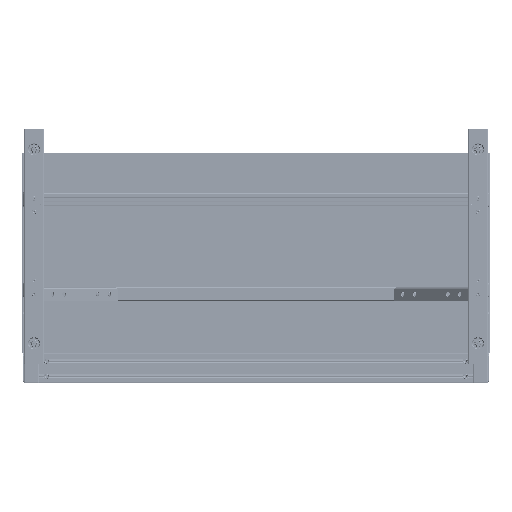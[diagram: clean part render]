
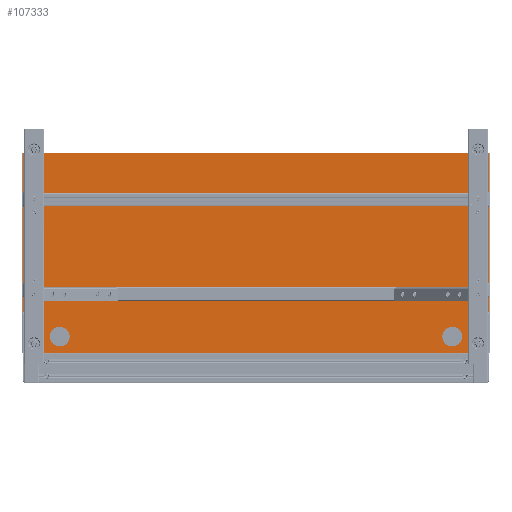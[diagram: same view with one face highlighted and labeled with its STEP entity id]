
A CAD part, front view. The second image highlights one B-rep face of the part: STEP entity #107333.
In plain terms, the highlighted face is planar.
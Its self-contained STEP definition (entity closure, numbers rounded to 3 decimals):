
#6109=FACE_BOUND('',#19381,.T.);
#6110=FACE_BOUND('',#19382,.T.);
#6111=FACE_BOUND('',#19383,.T.);
#6112=FACE_BOUND('',#19384,.T.);
#6113=FACE_BOUND('',#19385,.T.);
#6114=FACE_BOUND('',#19386,.T.);
#8206=PLANE('',#118397);
#13326=FACE_OUTER_BOUND('',#19380,.T.);
#19380=EDGE_LOOP('',(#93814,#93815,#93816,#93817));
#19381=EDGE_LOOP('',(#93818));
#19382=EDGE_LOOP('',(#93819));
#19383=EDGE_LOOP('',(#93820,#93821));
#19384=EDGE_LOOP('',(#93822,#93823));
#19385=EDGE_LOOP('',(#93824,#93825));
#19386=EDGE_LOOP('',(#93826,#93827));
#27625=LINE('',#204085,#36322);
#27627=LINE('',#204093,#36324);
#27629=LINE('',#204103,#36326);
#27631=LINE('',#204112,#36328);
#36322=VECTOR('',#144307,10.);
#36324=VECTOR('',#144315,10.);
#36326=VECTOR('',#144327,10.);
#36328=VECTOR('',#144339,10.);
#41886=CIRCLE('',#118367,29.5);
#41888=CIRCLE('',#118370,29.5);
#41903=CIRCLE('',#118398,3.85);
#41904=CIRCLE('',#118399,3.85);
#41905=CIRCLE('',#118400,3.85);
#41906=CIRCLE('',#118401,3.85);
#41907=CIRCLE('',#118402,3.85);
#41908=CIRCLE('',#118403,3.85);
#41909=CIRCLE('',#118404,3.85);
#41910=CIRCLE('',#118405,3.85);
#50966=VERTEX_POINT('',#204068);
#50968=VERTEX_POINT('',#204074);
#50969=VERTEX_POINT('',#204078);
#50972=VERTEX_POINT('',#204083);
#50973=VERTEX_POINT('',#204087);
#50976=VERTEX_POINT('',#204097);
#50986=VERTEX_POINT('',#204136);
#50987=VERTEX_POINT('',#204137);
#50988=VERTEX_POINT('',#204140);
#50989=VERTEX_POINT('',#204141);
#50990=VERTEX_POINT('',#204144);
#50991=VERTEX_POINT('',#204145);
#50992=VERTEX_POINT('',#204148);
#50993=VERTEX_POINT('',#204149);
#65638=EDGE_CURVE('',#50966,#50966,#41886,.T.);
#65641=EDGE_CURVE('',#50968,#50968,#41888,.T.);
#65645=EDGE_CURVE('',#50972,#50969,#27625,.T.);
#65649=EDGE_CURVE('',#50969,#50973,#27627,.T.);
#65654=EDGE_CURVE('',#50973,#50976,#27629,.T.);
#65659=EDGE_CURVE('',#50976,#50972,#27631,.T.);
#65671=EDGE_CURVE('',#50986,#50987,#41903,.T.);
#65672=EDGE_CURVE('',#50987,#50986,#41904,.T.);
#65673=EDGE_CURVE('',#50988,#50989,#41905,.T.);
#65674=EDGE_CURVE('',#50989,#50988,#41906,.T.);
#65675=EDGE_CURVE('',#50990,#50991,#41907,.T.);
#65676=EDGE_CURVE('',#50991,#50990,#41908,.T.);
#65677=EDGE_CURVE('',#50992,#50993,#41909,.T.);
#65678=EDGE_CURVE('',#50993,#50992,#41910,.T.);
#93814=ORIENTED_EDGE('',*,*,#65645,.F.);
#93815=ORIENTED_EDGE('',*,*,#65659,.F.);
#93816=ORIENTED_EDGE('',*,*,#65654,.F.);
#93817=ORIENTED_EDGE('',*,*,#65649,.F.);
#93818=ORIENTED_EDGE('',*,*,#65638,.T.);
#93819=ORIENTED_EDGE('',*,*,#65641,.T.);
#93820=ORIENTED_EDGE('',*,*,#65671,.T.);
#93821=ORIENTED_EDGE('',*,*,#65672,.T.);
#93822=ORIENTED_EDGE('',*,*,#65673,.T.);
#93823=ORIENTED_EDGE('',*,*,#65674,.T.);
#93824=ORIENTED_EDGE('',*,*,#65675,.T.);
#93825=ORIENTED_EDGE('',*,*,#65676,.T.);
#93826=ORIENTED_EDGE('',*,*,#65677,.T.);
#93827=ORIENTED_EDGE('',*,*,#65678,.T.);
#107333=ADVANCED_FACE('',(#13326,#6109,#6110,#6111,#6112,#6113,#6114),#8206,
 .T.);
#118367=AXIS2_PLACEMENT_3D('',#204070,#144291,#144292);
#118370=AXIS2_PLACEMENT_3D('',#204076,#144298,#144299);
#118397=AXIS2_PLACEMENT_3D('',#204135,#144367,#144368);
#118398=AXIS2_PLACEMENT_3D('',#204138,#144369,#144370);
#118399=AXIS2_PLACEMENT_3D('',#204139,#144371,#144372);
#118400=AXIS2_PLACEMENT_3D('',#204142,#144373,#144374);
#118401=AXIS2_PLACEMENT_3D('',#204143,#144375,#144376);
#118402=AXIS2_PLACEMENT_3D('',#204146,#144377,#144378);
#118403=AXIS2_PLACEMENT_3D('',#204147,#144379,#144380);
#118404=AXIS2_PLACEMENT_3D('',#204150,#144381,#144382);
#118405=AXIS2_PLACEMENT_3D('',#204151,#144383,#144384);
#144291=DIRECTION('center_axis',(0.,0.,-1.));
#144292=DIRECTION('ref_axis',(1.,0.,0.));
#144298=DIRECTION('center_axis',(0.,0.,-1.));
#144299=DIRECTION('ref_axis',(1.,0.,0.));
#144307=DIRECTION('',(0.,1.,0.));
#144315=DIRECTION('',(1.,0.,0.));
#144327=DIRECTION('',(0.,-1.,0.));
#144339=DIRECTION('',(-1.,0.,0.));
#144367=DIRECTION('center_axis',(0.,0.,1.));
#144368=DIRECTION('ref_axis',(1.,0.,0.));
#144369=DIRECTION('center_axis',(0.,0.,-1.));
#144370=DIRECTION('ref_axis',(1.,0.,0.));
#144371=DIRECTION('center_axis',(0.,0.,-1.));
#144372=DIRECTION('ref_axis',(1.,0.,0.));
#144373=DIRECTION('center_axis',(0.,0.,-1.));
#144374=DIRECTION('ref_axis',(1.,0.,0.));
#144375=DIRECTION('center_axis',(0.,0.,-1.));
#144376=DIRECTION('ref_axis',(1.,0.,0.));
#144377=DIRECTION('center_axis',(0.,0.,-1.));
#144378=DIRECTION('ref_axis',(1.,0.,0.));
#144379=DIRECTION('center_axis',(0.,0.,-1.));
#144380=DIRECTION('ref_axis',(1.,0.,0.));
#144381=DIRECTION('center_axis',(0.,0.,-1.));
#144382=DIRECTION('ref_axis',(1.,0.,0.));
#144383=DIRECTION('center_axis',(0.,0.,-1.));
#144384=DIRECTION('ref_axis',(1.,0.,0.));
#204068=CARTESIAN_POINT('',(-616.5,-250.,40.));
#204070=CARTESIAN_POINT('Origin',(-587.,-250.,40.));
#204074=CARTESIAN_POINT('',(557.5,-250.,40.));
#204076=CARTESIAN_POINT('Origin',(587.,-250.,40.));
#204078=CARTESIAN_POINT('',(-698.,298.,40.));
#204083=CARTESIAN_POINT('',(-698.,-298.,40.));
#204085=CARTESIAN_POINT('',(-698.,150.,40.));
#204087=CARTESIAN_POINT('',(698.,298.,40.));
#204093=CARTESIAN_POINT('',(350.,298.,40.));
#204097=CARTESIAN_POINT('',(698.,-298.,40.));
#204103=CARTESIAN_POINT('',(698.,-150.,40.));
#204112=CARTESIAN_POINT('',(-350.,-298.,40.));
#204135=CARTESIAN_POINT('Origin',(0.,0.,40.));
#204136=CARTESIAN_POINT('',(667.85,265.,40.));
#204137=CARTESIAN_POINT('',(660.15,265.,40.));
#204138=CARTESIAN_POINT('Origin',(664.,265.,40.));
#204139=CARTESIAN_POINT('Origin',(664.,265.,40.));
#204140=CARTESIAN_POINT('',(-660.15,-200.,40.));
#204141=CARTESIAN_POINT('',(-667.85,-200.,40.));
#204142=CARTESIAN_POINT('Origin',(-664.,-200.,40.));
#204143=CARTESIAN_POINT('Origin',(-664.,-200.,40.));
#204144=CARTESIAN_POINT('',(-660.15,265.,40.));
#204145=CARTESIAN_POINT('',(-667.85,265.,40.));
#204146=CARTESIAN_POINT('Origin',(-664.,265.,40.));
#204147=CARTESIAN_POINT('Origin',(-664.,265.,40.));
#204148=CARTESIAN_POINT('',(667.85,-200.,40.));
#204149=CARTESIAN_POINT('',(660.15,-200.,40.));
#204150=CARTESIAN_POINT('Origin',(664.,-200.,40.));
#204151=CARTESIAN_POINT('Origin',(664.,-200.,40.));
